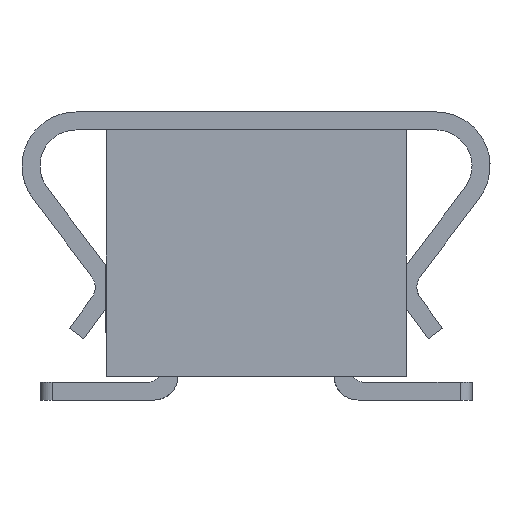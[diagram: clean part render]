
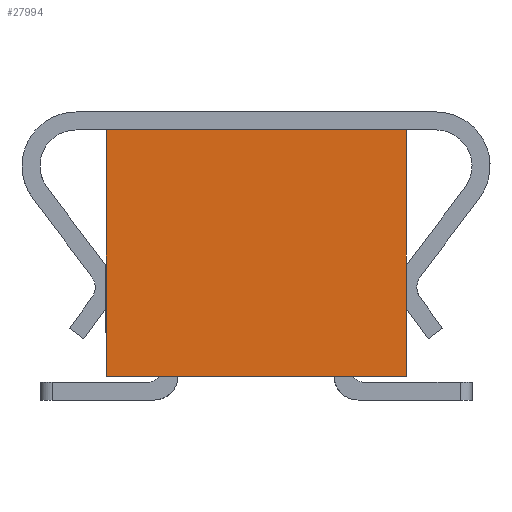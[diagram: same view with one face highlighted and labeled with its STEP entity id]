
A CAD part, left-side view. The second image highlights one B-rep face of the part: STEP entity #27994.
In plain terms, the highlighted planar face has unit normal (-1, 0, 0).
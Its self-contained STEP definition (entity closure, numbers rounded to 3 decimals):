
#1425=CARTESIAN_POINT('',(-10.2,-1.25,-1.025));
#1426=VERTEX_POINT('',#1425);
#1427=CARTESIAN_POINT('',(-10.2,-1.25,1.025));
#1428=VERTEX_POINT('',#1427);
#1429=CARTESIAN_POINT('',(-10.2,-1.25,-1.025));
#1430=CARTESIAN_POINT('',(-10.2,-1.25,-0.615));
#1431=CARTESIAN_POINT('',(-10.2,-1.25,-0.205));
#1432=CARTESIAN_POINT('',(-10.2,-1.25,0.205));
#1433=CARTESIAN_POINT('',(-10.2,-1.25,0.615));
#1434=CARTESIAN_POINT('',(-10.2,-1.25,1.025));
#1435=B_SPLINE_CURVE_WITH_KNOTS('',5,(#1429,#1430,#1431,#1432,#1433,#1434),.UNSPECIFIED.,.F.,.U.,(6,6),(0.,2.05),.UNSPECIFIED.);
#1436=EDGE_CURVE('',#1426,#1428,#1435,.T.);
#1679=CARTESIAN_POINT('',(-10.2,1.25,1.025));
#1680=VERTEX_POINT('',#1679);
#1681=CARTESIAN_POINT('',(-10.2,1.25,-1.025));
#1682=VERTEX_POINT('',#1681);
#1683=CARTESIAN_POINT('',(-10.2,1.25,1.025));
#1684=CARTESIAN_POINT('',(-10.2,1.25,0.615));
#1685=CARTESIAN_POINT('',(-10.2,1.25,0.205));
#1686=CARTESIAN_POINT('',(-10.2,1.25,-0.205));
#1687=CARTESIAN_POINT('',(-10.2,1.25,-0.615));
#1688=CARTESIAN_POINT('',(-10.2,1.25,-1.025));
#1689=B_SPLINE_CURVE_WITH_KNOTS('',5,(#1683,#1684,#1685,#1686,#1687,#1688),.UNSPECIFIED.,.F.,.U.,(6,6),(0.,2.05),.UNSPECIFIED.);
#1690=EDGE_CURVE('',#1680,#1682,#1689,.T.);
#1804=CARTESIAN_POINT('',(-10.2,-1.25,1.025));
#1805=CARTESIAN_POINT('',(-10.2,-0.75,1.025));
#1806=CARTESIAN_POINT('',(-10.2,-0.25,1.025));
#1807=CARTESIAN_POINT('',(-10.2,0.25,1.025));
#1808=CARTESIAN_POINT('',(-10.2,0.75,1.025));
#1809=CARTESIAN_POINT('',(-10.2,1.25,1.025));
#1810=B_SPLINE_CURVE_WITH_KNOTS('',5,(#1804,#1805,#1806,#1807,#1808,#1809),.UNSPECIFIED.,.F.,.U.,(6,6),(0.,2.5),.UNSPECIFIED.);
#1811=EDGE_CURVE('',#1428,#1680,#1810,.T.);
#27956=CARTESIAN_POINT('',(-10.2,0.,0.));
#27957=DIRECTION('',(0.,-1.,0.));
#27958=DIRECTION('',(-1.,0.,0.));
#27959=AXIS2_PLACEMENT_3D('',#27956,#27958,#27957);
#27960=PLANE('',#27959);
#27961=CARTESIAN_POINT('',(-10.2,-0.8,-1.025));
#27962=VERTEX_POINT('',#27961);
#27963=CARTESIAN_POINT('',(-10.2,0.8,-1.025));
#27964=VERTEX_POINT('',#27963);
#27965=CARTESIAN_POINT('',(-10.2,-0.8,-1.025));
#27966=DIRECTION('',(0.,1.,0.));
#27967=VECTOR('',#27966,1.6);
#27968=LINE('',#27965,#27967);
#27969=EDGE_CURVE('',#27962,#27964,#27968,.T.);
#27970=ORIENTED_EDGE('',*,*,#27969,.F.);
#27971=CARTESIAN_POINT('',(-10.2,-0.8,-1.025));
#27972=CARTESIAN_POINT('',(-10.2,-0.89,-1.025));
#27973=CARTESIAN_POINT('',(-10.2,-0.98,-1.025));
#27974=CARTESIAN_POINT('',(-10.2,-1.07,-1.025));
#27975=CARTESIAN_POINT('',(-10.2,-1.16,-1.025));
#27976=CARTESIAN_POINT('',(-10.2,-1.25,-1.025));
#27977=B_SPLINE_CURVE_WITH_KNOTS('',5,(#27971,#27972,#27973,#27974,#27975,#27976),.UNSPECIFIED.,.F.,.U.,(6,6),(0.,0.45),.UNSPECIFIED.);
#27978=EDGE_CURVE('',#27962,#1426,#27977,.T.);
#27979=ORIENTED_EDGE('',*,*,#27978,.T.);
#27980=ORIENTED_EDGE('',*,*,#1436,.T.);
#27981=ORIENTED_EDGE('',*,*,#1811,.T.);
#27982=ORIENTED_EDGE('',*,*,#1690,.T.);
#27983=CARTESIAN_POINT('',(-10.2,1.25,-1.025));
#27984=CARTESIAN_POINT('',(-10.2,1.16,-1.025));
#27985=CARTESIAN_POINT('',(-10.2,1.07,-1.025));
#27986=CARTESIAN_POINT('',(-10.2,0.98,-1.025));
#27987=CARTESIAN_POINT('',(-10.2,0.89,-1.025));
#27988=CARTESIAN_POINT('',(-10.2,0.8,-1.025));
#27989=B_SPLINE_CURVE_WITH_KNOTS('',5,(#27983,#27984,#27985,#27986,#27987,#27988),.UNSPECIFIED.,.F.,.U.,(6,6),(0.,0.45),.UNSPECIFIED.);
#27990=EDGE_CURVE('',#1682,#27964,#27989,.T.);
#27991=ORIENTED_EDGE('',*,*,#27990,.T.);
#27992=EDGE_LOOP('',(#27970,#27979,#27980,#27981,#27982,#27991));
#27993=FACE_OUTER_BOUND('',#27992,.T.);
#27994=ADVANCED_FACE('',(#27993),#27960,.T.);
